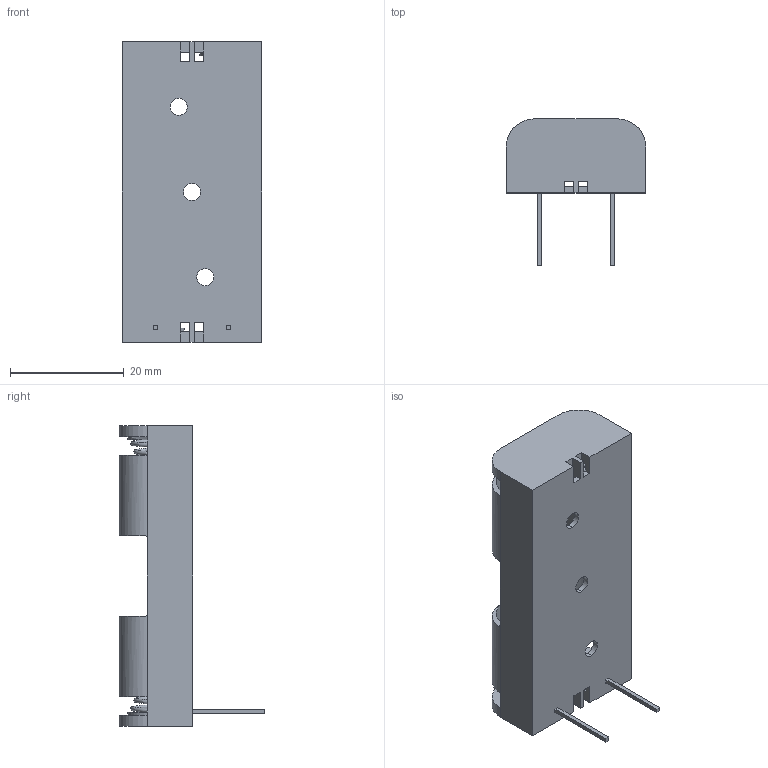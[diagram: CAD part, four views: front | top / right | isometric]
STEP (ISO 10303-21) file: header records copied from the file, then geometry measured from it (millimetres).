
FILE_DESCRIPTION(('CAx-IF Rec.Pracs.---Model Styling and Organization---1.5---2016-08-15','CAx-IF Rec.Pracs.---Geometric and Assembly Validation Properties---4.4---2016-08-17','CAx-IF Rec.Pracs.---User Defined Attributes---1.5---2016-08-15','CAx-IF Rec.Pracs.---External References---2.1---2005-01-19'),'2;1');
FILE_NAME('421.step','2024-10-25T18:25:19',('Unspecified'),('Unspecified'),'CAD Exchanger 3.10.2 (cadexchanger.com)','Unspecified','');
FILE_SCHEMA(('AUTOMOTIVE_DESIGN { 1 0 10303 214 1 1 1 1 }'));
Length unit declared in the file: millimetre
Products named in the file (1): 2468
Bounding box: 24.59 x 25.7 x 52.98 mm (x, y, z)
Volume: 3614.2 mm3; surface area: 7104 mm2
Topology: 5 solids, 5 shells, 144 faces, 376 edges, 244 vertices
Faces by surface type: plane 102, cylinder 34, torus 4, bspline 4
Entity records: 9535 total; most frequent: CARTESIAN_POINT 5117, ORIENTED_EDGE 752, DIRECTION 718, EDGE_CURVE 376, LINE 284, VECTOR 284, VERTEX_POINT 244, AXIS2_PLACEMENT_3D 217
